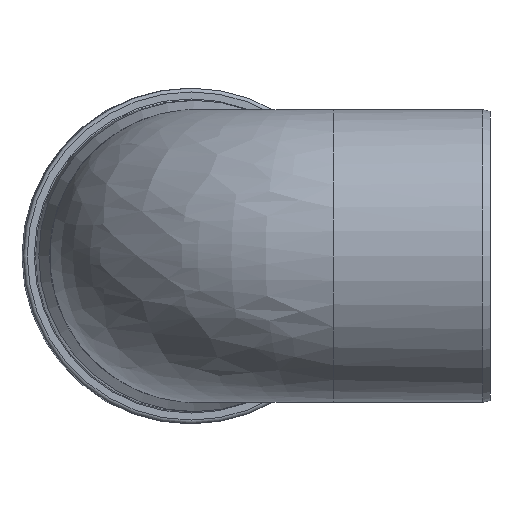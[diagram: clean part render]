
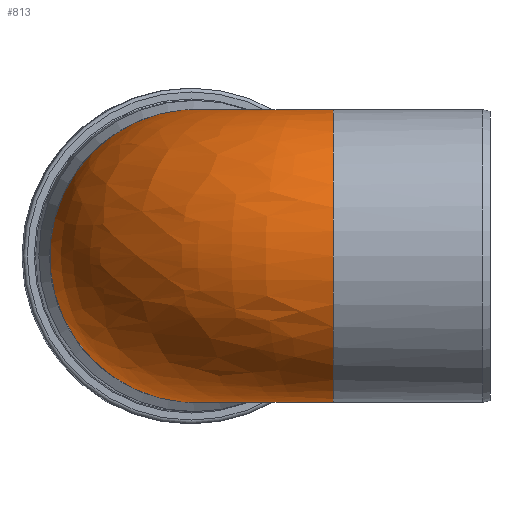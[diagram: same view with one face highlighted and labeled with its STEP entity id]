
A CAD part, left-side view. The second image highlights one B-rep face of the part: STEP entity #813.
In plain terms, the highlighted free-form (B-spline) face has degree [2, 2] with [9, 3] control points.
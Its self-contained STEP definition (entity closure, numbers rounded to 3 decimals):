
#39=(
BOUNDED_SURFACE()
B_SPLINE_SURFACE(2,2,((#1545,#1546,#1547),(#1548,#1549,#1550),(#1551,#1552,
#1553),(#1554,#1555,#1556),(#1557,#1558,#1559),(#1560,#1561,#1562),(#1563,
#1564,#1565),(#1566,#1567,#1568),(#1569,#1570,#1571)),.UNSPECIFIED.,.F.,
 .F.,.F.)
B_SPLINE_SURFACE_WITH_KNOTS((3,2,2,2,3),(3,3),(-2.698,-1.349,
0.,1.349,2.698),(0.,1.527),
 .UNSPECIFIED.)
GEOMETRIC_REPRESENTATION_ITEM()
RATIONAL_B_SPLINE_SURFACE(((1.,0.722,1.),(0.781,
0.564,0.781),(1.,0.722,1.),(0.781,
0.564,0.781),(1.,0.722,1.),(0.781,
0.564,0.781),(1.,0.722,1.),(0.781,
0.564,0.781),(1.,0.722,1.)))
REPRESENTATION_ITEM('')
SURFACE()
);
#55=B_SPLINE_CURVE_WITH_KNOTS('',3,(#1405,#1406,#1407,#1408,#1409,#1410,
#1411,#1412,#1413,#1414,#1415,#1416,#1417,#1418),.UNSPECIFIED.,.F.,.F.,
(4,2,2,2,2,2,4),(-0.001,0.,0.178,0.355,
0.58,0.815,0.816),.UNSPECIFIED.);
#56=B_SPLINE_CURVE_WITH_KNOTS('',3,(#1422,#1423,#1424,#1425,#1426,#1427,
#1428,#1429,#1430,#1431,#1432,#1433,#1434,#1435),.UNSPECIFIED.,.F.,.F.,
(4,2,2,2,2,2,4),(-0.001,0.,0.178,0.355,
0.58,0.815,0.816),.UNSPECIFIED.);
#62=FACE_OUTER_BOUND('',#103,.T.);
#103=EDGE_LOOP('',(#547,#548,#549,#550,#551));
#186=CIRCLE('',#880,157.65);
#189=CIRCLE('',#883,157.65);
#190=CIRCLE('',#884,157.65);
#298=VERTEX_POINT('',#1403);
#299=VERTEX_POINT('',#1404);
#300=VERTEX_POINT('',#1419);
#301=VERTEX_POINT('',#1421);
#305=VERTEX_POINT('',#1572);
#399=EDGE_CURVE('',#298,#299,#55,.T.);
#401=EDGE_CURVE('',#301,#300,#56,.T.);
#405=EDGE_CURVE('',#301,#299,#186,.T.);
#408=EDGE_CURVE('',#300,#305,#189,.T.);
#409=EDGE_CURVE('',#305,#298,#190,.T.);
#547=ORIENTED_EDGE('',*,*,#401,.T.);
#548=ORIENTED_EDGE('',*,*,#408,.T.);
#549=ORIENTED_EDGE('',*,*,#409,.T.);
#550=ORIENTED_EDGE('',*,*,#399,.T.);
#551=ORIENTED_EDGE('',*,*,#405,.F.);
#813=ADVANCED_FACE('',(#62),#39,.F.);
#880=AXIS2_PLACEMENT_3D('',#1541,#1045,#1046);
#883=AXIS2_PLACEMENT_3D('',#1573,#1051,#1052);
#884=AXIS2_PLACEMENT_3D('',#1574,#1053,#1054);
#1045=DIRECTION('center_axis',(0.999,0.044,0.));
#1046=DIRECTION('ref_axis',(0.044,-0.999,0.));
#1051=DIRECTION('center_axis',(0.,1.,0.));
#1052=DIRECTION('ref_axis',(1.,0.,0.));
#1053=DIRECTION('center_axis',(0.,1.,0.));
#1054=DIRECTION('ref_axis',(1.,0.,0.));
#1403=CARTESIAN_POINT('',(142.237,168.656,67.987));
#1404=CARTESIAN_POINT('',(147.414,174.064,67.987));
#1405=CARTESIAN_POINT('Ctrl Pts',(142.237,168.656,67.987));
#1406=CARTESIAN_POINT('Ctrl Pts',(142.237,168.66,67.987));
#1407=CARTESIAN_POINT('Ctrl Pts',(142.237,168.663,67.986));
#1408=CARTESIAN_POINT('Ctrl Pts',(142.288,169.25,67.881));
#1409=CARTESIAN_POINT('Ctrl Pts',(142.424,169.825,67.796));
#1410=CARTESIAN_POINT('Ctrl Pts',(142.861,170.916,67.671));
#1411=CARTESIAN_POINT('Ctrl Pts',(143.158,171.424,67.632));
#1412=CARTESIAN_POINT('Ctrl Pts',(143.995,172.469,67.598));
#1413=CARTESIAN_POINT('Ctrl Pts',(144.57,172.959,67.62));
#1414=CARTESIAN_POINT('Ctrl Pts',(145.898,173.716,67.745));
#1415=CARTESIAN_POINT('Ctrl Pts',(146.64,173.962,67.849));
#1416=CARTESIAN_POINT('Ctrl Pts',(147.407,174.063,67.986));
#1417=CARTESIAN_POINT('Ctrl Pts',(147.41,174.064,67.987));
#1418=CARTESIAN_POINT('Ctrl Pts',(147.414,174.064,67.987));
#1419=CARTESIAN_POINT('',(142.237,168.656,-67.987));
#1421=CARTESIAN_POINT('',(147.414,174.064,-67.987));
#1422=CARTESIAN_POINT('Ctrl Pts',(147.414,174.064,-67.987));
#1423=CARTESIAN_POINT('Ctrl Pts',(147.41,174.064,-67.987));
#1424=CARTESIAN_POINT('Ctrl Pts',(147.407,174.063,-67.986));
#1425=CARTESIAN_POINT('Ctrl Pts',(146.823,173.986,-67.881));
#1426=CARTESIAN_POINT('Ctrl Pts',(146.254,173.826,-67.796));
#1427=CARTESIAN_POINT('Ctrl Pts',(145.184,173.341,-67.671));
#1428=CARTESIAN_POINT('Ctrl Pts',(144.688,173.023,-67.632));
#1429=CARTESIAN_POINT('Ctrl Pts',(143.681,172.141,-67.598));
#1430=CARTESIAN_POINT('Ctrl Pts',(143.216,171.545,-67.62));
#1431=CARTESIAN_POINT('Ctrl Pts',(142.519,170.185,-67.745));
#1432=CARTESIAN_POINT('Ctrl Pts',(142.304,169.434,-67.849));
#1433=CARTESIAN_POINT('Ctrl Pts',(142.237,168.663,-67.986));
#1434=CARTESIAN_POINT('Ctrl Pts',(142.237,168.66,-67.987));
#1435=CARTESIAN_POINT('Ctrl Pts',(142.237,168.656,-67.987));
#1541=CARTESIAN_POINT('Origin',(141.21,316.165,0.));
#1545=CARTESIAN_POINT('Ctrl Pts',(142.422,168.656,67.598));
#1546=CARTESIAN_POINT('Ctrl Pts',(142.422,173.661,67.598));
#1547=CARTESIAN_POINT('Ctrl Pts',(147.422,173.879,67.598));
#1548=CARTESIAN_POINT('Ctrl Pts',(88.358,168.656,181.505));
#1549=CARTESIAN_POINT('Ctrl Pts',(88.358,225.416,181.505));
#1550=CARTESIAN_POINT('Ctrl Pts',(145.064,227.892,181.505));
#1551=CARTESIAN_POINT('Ctrl Pts',(-34.646,168.656,153.796));
#1552=CARTESIAN_POINT('Ctrl Pts',(-34.646,343.167,153.796));
#1553=CARTESIAN_POINT('Ctrl Pts',(139.698,350.779,153.796));
#1554=CARTESIAN_POINT('Ctrl Pts',(-157.65,168.656,126.086));
#1555=CARTESIAN_POINT('Ctrl Pts',(-157.65,460.917,126.086));
#1556=CARTESIAN_POINT('Ctrl Pts',(134.333,473.665,126.086));
#1557=CARTESIAN_POINT('Ctrl Pts',(-157.65,168.656,0.));
#1558=CARTESIAN_POINT('Ctrl Pts',(-157.65,460.917,0.));
#1559=CARTESIAN_POINT('Ctrl Pts',(134.333,473.665,0.));
#1560=CARTESIAN_POINT('Ctrl Pts',(-157.65,168.656,-126.086));
#1561=CARTESIAN_POINT('Ctrl Pts',(-157.65,460.917,-126.086));
#1562=CARTESIAN_POINT('Ctrl Pts',(134.333,473.665,-126.086));
#1563=CARTESIAN_POINT('Ctrl Pts',(-34.646,168.656,-153.796));
#1564=CARTESIAN_POINT('Ctrl Pts',(-34.646,343.167,-153.796));
#1565=CARTESIAN_POINT('Ctrl Pts',(139.698,350.779,-153.796));
#1566=CARTESIAN_POINT('Ctrl Pts',(88.358,168.656,-181.505));
#1567=CARTESIAN_POINT('Ctrl Pts',(88.358,225.416,-181.505));
#1568=CARTESIAN_POINT('Ctrl Pts',(145.064,227.892,-181.505));
#1569=CARTESIAN_POINT('Ctrl Pts',(142.422,168.656,-67.598));
#1570=CARTESIAN_POINT('Ctrl Pts',(142.422,173.661,-67.598));
#1571=CARTESIAN_POINT('Ctrl Pts',(147.422,173.879,-67.598));
#1572=CARTESIAN_POINT('',(-157.65,168.656,0.));
#1573=CARTESIAN_POINT('Origin',(0.,168.656,0.));
#1574=CARTESIAN_POINT('Origin',(0.,168.656,0.));
